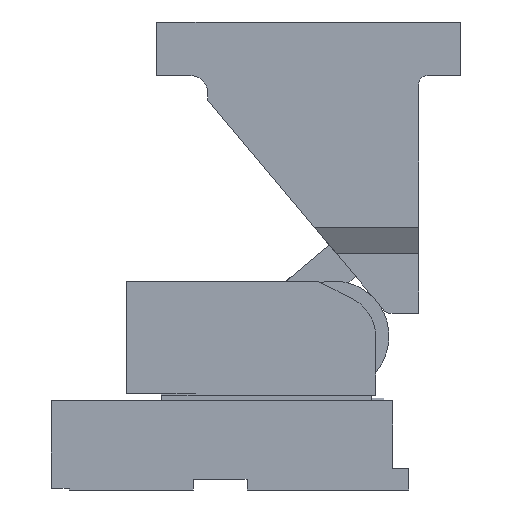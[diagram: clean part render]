
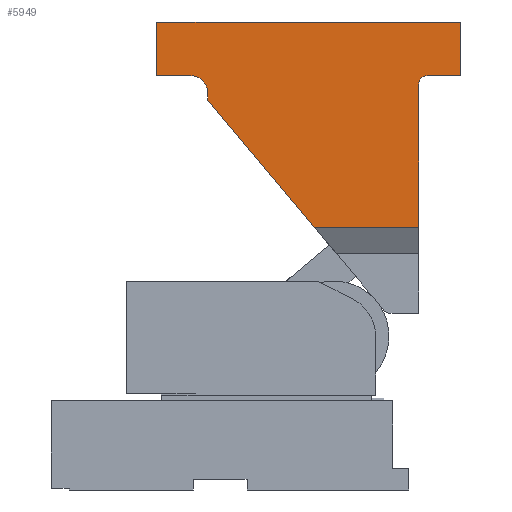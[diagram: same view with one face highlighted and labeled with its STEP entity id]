
A CAD part, front view. The second image highlights one B-rep face of the part: STEP entity #5949.
In plain terms, the highlighted planar face has unit normal (0, -1, 0).
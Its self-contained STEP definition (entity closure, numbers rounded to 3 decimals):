
#5806=CARTESIAN_POINT('Line Origine',(-160.75,-20.5,133.)) ;
#5810=CARTESIAN_POINT('Vertex',(-151.5,-20.5,133.)) ;
#5812=CARTESIAN_POINT('Vertex',(-170.,-20.5,133.)) ;
#5863=CARTESIAN_POINT('Axis2P3D Location',(0.,-20.5,48.002)) ;
#5868=CARTESIAN_POINT('Line Origine',(-9.25,-20.5,133.)) ;
#5872=CARTESIAN_POINT('Vertex',(0.,-20.5,133.)) ;
#5874=CARTESIAN_POINT('Vertex',(-18.5,-20.5,133.)) ;
#5877=CARTESIAN_POINT('Line Origine',(0.,-20.5,148.)) ;
#5881=CARTESIAN_POINT('Vertex',(0.,-20.5,163.)) ;
#5884=CARTESIAN_POINT('Line Origine',(-85.,-20.5,163.)) ;
#5888=CARTESIAN_POINT('Vertex',(-170.,-20.5,163.)) ;
#5891=CARTESIAN_POINT('Line Origine',(-170.,-20.5,148.)) ;
#5896=CARTESIAN_POINT('Axis2P3D Location',(-151.5,-20.5,123.)) ;
#5900=CARTESIAN_POINT('Vertex',(-141.5,-20.5,123.)) ;
#5903=CARTESIAN_POINT('Line Origine',(-141.5,-20.5,121.088)) ;
#5907=CARTESIAN_POINT('Vertex',(-141.5,-20.5,119.175)) ;
#5910=CARTESIAN_POINT('Line Origine',(-111.639,-20.5,83.589)) ;
#5914=CARTESIAN_POINT('Vertex',(-81.779,-20.5,48.002)) ;
#5917=CARTESIAN_POINT('Line Origine',(-52.639,-20.5,48.002)) ;
#5921=CARTESIAN_POINT('Vertex',(-23.5,-20.5,48.002)) ;
#5924=CARTESIAN_POINT('Line Origine',(-23.5,-20.5,88.001)) ;
#5928=CARTESIAN_POINT('Vertex',(-23.5,-20.5,128.)) ;
#5931=CARTESIAN_POINT('Axis2P3D Location',(-18.5,-20.5,128.)) ;
#5807=DIRECTION('Vector Direction',(-1.,0.,0.)) ;
#5864=DIRECTION('Axis2P3D Direction',(0.,1.,0.)) ;
#5865=DIRECTION('Axis2P3D XDirection',(0.,0.,1.)) ;
#5869=DIRECTION('Vector Direction',(-1.,0.,0.)) ;
#5878=DIRECTION('Vector Direction',(0.,0.,-1.)) ;
#5885=DIRECTION('Vector Direction',(1.,0.,0.)) ;
#5892=DIRECTION('Vector Direction',(0.,0.,-1.)) ;
#5897=DIRECTION('Axis2P3D Direction',(0.,1.,0.)) ;
#5904=DIRECTION('Vector Direction',(0.,0.,1.)) ;
#5911=DIRECTION('Vector Direction',(0.643,0.,-0.766)) ;
#5918=DIRECTION('Vector Direction',(1.,0.,0.)) ;
#5925=DIRECTION('Vector Direction',(0.,0.,-1.)) ;
#5932=DIRECTION('Axis2P3D Direction',(0.,1.,0.)) ;
#5866=AXIS2_PLACEMENT_3D('Plane Axis2P3D',#5863,#5864,#5865) ;
#5898=AXIS2_PLACEMENT_3D('Circle Axis2P3D',#5896,#5897,$) ;
#5933=AXIS2_PLACEMENT_3D('Circle Axis2P3D',#5931,#5932,$) ;
#5937=ORIENTED_EDGE('',*,*,#5876,.F.) ;
#5938=ORIENTED_EDGE('',*,*,#5883,.F.) ;
#5939=ORIENTED_EDGE('',*,*,#5890,.F.) ;
#5940=ORIENTED_EDGE('',*,*,#5895,.T.) ;
#5941=ORIENTED_EDGE('',*,*,#5814,.F.) ;
#5942=ORIENTED_EDGE('',*,*,#5902,.T.) ;
#5943=ORIENTED_EDGE('',*,*,#5909,.F.) ;
#5944=ORIENTED_EDGE('',*,*,#5916,.T.) ;
#5945=ORIENTED_EDGE('',*,*,#5923,.T.) ;
#5946=ORIENTED_EDGE('',*,*,#5930,.F.) ;
#5947=ORIENTED_EDGE('',*,*,#5935,.T.) ;
#5808=VECTOR('Line Direction',#5807,1.) ;
#5870=VECTOR('Line Direction',#5869,1.) ;
#5879=VECTOR('Line Direction',#5878,1.) ;
#5886=VECTOR('Line Direction',#5885,1.) ;
#5893=VECTOR('Line Direction',#5892,1.) ;
#5905=VECTOR('Line Direction',#5904,1.) ;
#5912=VECTOR('Line Direction',#5911,1.) ;
#5919=VECTOR('Line Direction',#5918,1.) ;
#5926=VECTOR('Line Direction',#5925,1.) ;
#5949=ADVANCED_FACE('PartBody',(#5948),#5867,.F.) ;
#5899=CIRCLE('generated circle',#5898,10.) ;
#5934=CIRCLE('generated circle',#5933,5.) ;
#5814=EDGE_CURVE('',#5811,#5813,#5809,.T.) ;
#5876=EDGE_CURVE('',#5873,#5875,#5871,.T.) ;
#5883=EDGE_CURVE('',#5882,#5873,#5880,.T.) ;
#5890=EDGE_CURVE('',#5889,#5882,#5887,.T.) ;
#5895=EDGE_CURVE('',#5889,#5813,#5894,.T.) ;
#5902=EDGE_CURVE('',#5811,#5901,#5899,.T.) ;
#5909=EDGE_CURVE('',#5908,#5901,#5906,.T.) ;
#5916=EDGE_CURVE('',#5908,#5915,#5913,.T.) ;
#5923=EDGE_CURVE('',#5915,#5922,#5920,.T.) ;
#5930=EDGE_CURVE('',#5929,#5922,#5927,.T.) ;
#5935=EDGE_CURVE('',#5929,#5875,#5934,.T.) ;
#5936=EDGE_LOOP('',(#5937,#5938,#5939,#5940,#5941,#5942,#5943,#5944,#5945,#5946,#5947)) ;
#5948=FACE_OUTER_BOUND('',#5936,.T.) ;
#5809=LINE('Line',#5806,#5808) ;
#5871=LINE('Line',#5868,#5870) ;
#5880=LINE('Line',#5877,#5879) ;
#5887=LINE('Line',#5884,#5886) ;
#5894=LINE('Line',#5891,#5893) ;
#5906=LINE('Line',#5903,#5905) ;
#5913=LINE('Line',#5910,#5912) ;
#5920=LINE('Line',#5917,#5919) ;
#5927=LINE('Line',#5924,#5926) ;
#5867=PLANE('Plane',#5866) ;
#5811=VERTEX_POINT('',#5810) ;
#5813=VERTEX_POINT('',#5812) ;
#5873=VERTEX_POINT('',#5872) ;
#5875=VERTEX_POINT('',#5874) ;
#5882=VERTEX_POINT('',#5881) ;
#5889=VERTEX_POINT('',#5888) ;
#5901=VERTEX_POINT('',#5900) ;
#5908=VERTEX_POINT('',#5907) ;
#5915=VERTEX_POINT('',#5914) ;
#5922=VERTEX_POINT('',#5921) ;
#5929=VERTEX_POINT('',#5928) ;
